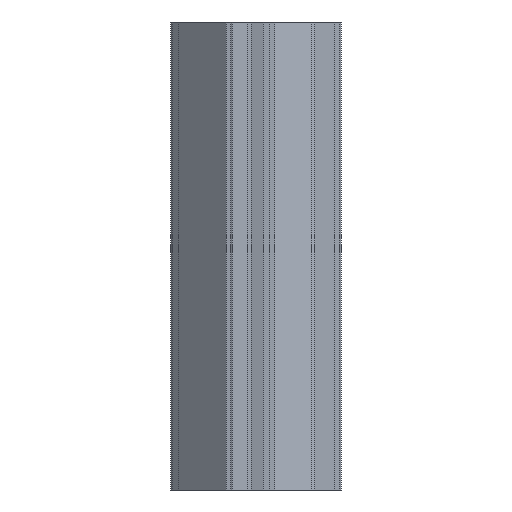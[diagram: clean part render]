
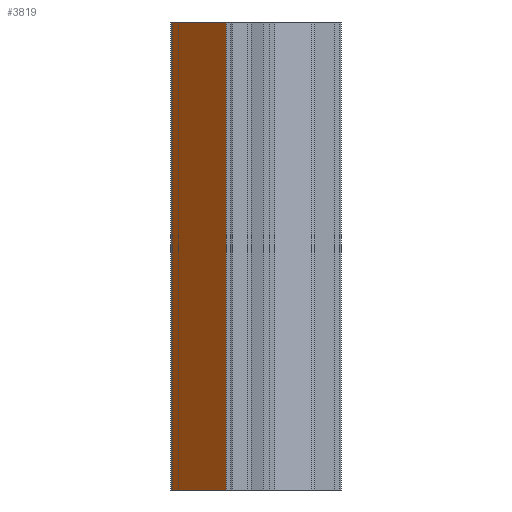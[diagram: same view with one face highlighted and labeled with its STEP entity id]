
A CAD part, front view. The second image highlights one B-rep face of the part: STEP entity #3819.
In plain terms, the highlighted planar face has unit normal (-0.676, -0.737, 0).
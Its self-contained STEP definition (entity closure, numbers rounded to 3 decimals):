
#44 = PLANE('',#45);
#45 = AXIS2_PLACEMENT_3D('',#46,#47,#48);
#46 = CARTESIAN_POINT('',(0.,40.,70.052));
#47 = DIRECTION('',(0.,0.,-1.));
#48 = DIRECTION('',(-1.,0.,0.));
#100 = PLANE('',#101);
#101 = AXIS2_PLACEMENT_3D('',#102,#103,#104);
#102 = CARTESIAN_POINT('',(0.,40.,60.052));
#103 = DIRECTION('',(0.,0.,-1.));
#104 = DIRECTION('',(-1.,0.,0.));
#3710 = PLANE('',#3711);
#3711 = AXIS2_PLACEMENT_3D('',#3712,#3713,#3714);
#3712 = CARTESIAN_POINT('',(-14.175,18.81,
    60.052));
#3713 = DIRECTION('',(0.994,-0.106,0.));
#3714 = DIRECTION('',(0.106,0.994,0.));
#3748 = VERTEX_POINT('',#3749);
#3749 = CARTESIAN_POINT('',(-14.153,19.018,
    70.052));
#3770 = EDGE_CURVE('',#3771,#3748,#3773,.T.);
#3771 = VERTEX_POINT('',#3772);
#3772 = CARTESIAN_POINT('',(-14.153,19.018,
    60.052));
#3773 = SURFACE_CURVE('',#3774,(#3778,#3785),.PCURVE_S1.);
#3774 = LINE('',#3775,#3776);
#3775 = CARTESIAN_POINT('',(-14.153,19.018,
    60.052));
#3776 = VECTOR('',#3777,1.);
#3777 = DIRECTION('',(0.,0.,1.));
#3778 = PCURVE('',#3710,#3779);
#3779 = DEFINITIONAL_REPRESENTATION('',(#3780),#3784);
#3780 = LINE('',#3781,#3782);
#3781 = CARTESIAN_POINT('',(0.209,0.));
#3782 = VECTOR('',#3783,1.);
#3783 = DIRECTION('',(0.,1.));
#3784 = ( GEOMETRIC_REPRESENTATION_CONTEXT(2) 
PARAMETRIC_REPRESENTATION_CONTEXT() REPRESENTATION_CONTEXT('2D SPACE',''
  ) );
#3785 = PCURVE('',#3786,#3791);
#3786 = PLANE('',#3787);
#3787 = AXIS2_PLACEMENT_3D('',#3788,#3789,#3790);
#3788 = CARTESIAN_POINT('',(-14.153,19.018,
    60.052));
#3789 = DIRECTION('',(0.676,0.737,-0.));
#3790 = DIRECTION('',(-0.737,0.676,0.));
#3791 = DEFINITIONAL_REPRESENTATION('',(#3792),#3796);
#3792 = LINE('',#3793,#3794);
#3793 = CARTESIAN_POINT('',(0.,0.));
#3794 = VECTOR('',#3795,1.);
#3795 = DIRECTION('',(0.,1.));
#3796 = ( GEOMETRIC_REPRESENTATION_CONTEXT(2) 
PARAMETRIC_REPRESENTATION_CONTEXT() REPRESENTATION_CONTEXT('2D SPACE',''
  ) );
#3819 = ADVANCED_FACE('',(#3820),#3786,.F.);
#3820 = FACE_BOUND('',#3821,.T.);
#3821 = EDGE_LOOP('',(#3822,#3845,#3873,#3894));
#3822 = ORIENTED_EDGE('',*,*,#3823,.T.);
#3823 = EDGE_CURVE('',#3748,#3824,#3826,.T.);
#3824 = VERTEX_POINT('',#3825);
#3825 = CARTESIAN_POINT('',(-15.328,20.095,
    70.052));
#3826 = SURFACE_CURVE('',#3827,(#3831,#3838),.PCURVE_S1.);
#3827 = LINE('',#3828,#3829);
#3828 = CARTESIAN_POINT('',(-14.153,19.018,
    70.052));
#3829 = VECTOR('',#3830,1.);
#3830 = DIRECTION('',(-0.737,0.676,0.));
#3831 = PCURVE('',#3786,#3832);
#3832 = DEFINITIONAL_REPRESENTATION('',(#3833),#3837);
#3833 = LINE('',#3834,#3835);
#3834 = CARTESIAN_POINT('',(0.,10.));
#3835 = VECTOR('',#3836,1.);
#3836 = DIRECTION('',(1.,0.));
#3837 = ( GEOMETRIC_REPRESENTATION_CONTEXT(2) 
PARAMETRIC_REPRESENTATION_CONTEXT() REPRESENTATION_CONTEXT('2D SPACE',''
  ) );
#3838 = PCURVE('',#44,#3839);
#3839 = DEFINITIONAL_REPRESENTATION('',(#3840),#3844);
#3840 = LINE('',#3841,#3842);
#3841 = CARTESIAN_POINT('',(14.153,-20.982));
#3842 = VECTOR('',#3843,1.);
#3843 = DIRECTION('',(0.737,0.676));
#3844 = ( GEOMETRIC_REPRESENTATION_CONTEXT(2) 
PARAMETRIC_REPRESENTATION_CONTEXT() REPRESENTATION_CONTEXT('2D SPACE',''
  ) );
#3845 = ORIENTED_EDGE('',*,*,#3846,.F.);
#3846 = EDGE_CURVE('',#3847,#3824,#3849,.T.);
#3847 = VERTEX_POINT('',#3848);
#3848 = CARTESIAN_POINT('',(-15.328,20.095,
    60.052));
#3849 = SURFACE_CURVE('',#3850,(#3854,#3861),.PCURVE_S1.);
#3850 = LINE('',#3851,#3852);
#3851 = CARTESIAN_POINT('',(-15.328,20.095,
    60.052));
#3852 = VECTOR('',#3853,1.);
#3853 = DIRECTION('',(0.,0.,1.));
#3854 = PCURVE('',#3786,#3855);
#3855 = DEFINITIONAL_REPRESENTATION('',(#3856),#3860);
#3856 = LINE('',#3857,#3858);
#3857 = CARTESIAN_POINT('',(1.594,0.));
#3858 = VECTOR('',#3859,1.);
#3859 = DIRECTION('',(0.,1.));
#3860 = ( GEOMETRIC_REPRESENTATION_CONTEXT(2) 
PARAMETRIC_REPRESENTATION_CONTEXT() REPRESENTATION_CONTEXT('2D SPACE',''
  ) );
#3861 = PCURVE('',#3862,#3867);
#3862 = PLANE('',#3863);
#3863 = AXIS2_PLACEMENT_3D('',#3864,#3865,#3866);
#3864 = CARTESIAN_POINT('',(-15.328,20.095,
    60.052));
#3865 = DIRECTION('',(0.866,-0.5,0.));
#3866 = DIRECTION('',(0.5,0.866,0.));
#3867 = DEFINITIONAL_REPRESENTATION('',(#3868),#3872);
#3868 = LINE('',#3869,#3870);
#3869 = CARTESIAN_POINT('',(0.,0.));
#3870 = VECTOR('',#3871,1.);
#3871 = DIRECTION('',(0.,1.));
#3872 = ( GEOMETRIC_REPRESENTATION_CONTEXT(2) 
PARAMETRIC_REPRESENTATION_CONTEXT() REPRESENTATION_CONTEXT('2D SPACE',''
  ) );
#3873 = ORIENTED_EDGE('',*,*,#3874,.F.);
#3874 = EDGE_CURVE('',#3771,#3847,#3875,.T.);
#3875 = SURFACE_CURVE('',#3876,(#3880,#3887),.PCURVE_S1.);
#3876 = LINE('',#3877,#3878);
#3877 = CARTESIAN_POINT('',(-14.153,19.018,
    60.052));
#3878 = VECTOR('',#3879,1.);
#3879 = DIRECTION('',(-0.737,0.676,0.));
#3880 = PCURVE('',#3786,#3881);
#3881 = DEFINITIONAL_REPRESENTATION('',(#3882),#3886);
#3882 = LINE('',#3883,#3884);
#3883 = CARTESIAN_POINT('',(0.,0.));
#3884 = VECTOR('',#3885,1.);
#3885 = DIRECTION('',(1.,0.));
#3886 = ( GEOMETRIC_REPRESENTATION_CONTEXT(2) 
PARAMETRIC_REPRESENTATION_CONTEXT() REPRESENTATION_CONTEXT('2D SPACE',''
  ) );
#3887 = PCURVE('',#100,#3888);
#3888 = DEFINITIONAL_REPRESENTATION('',(#3889),#3893);
#3889 = LINE('',#3890,#3891);
#3890 = CARTESIAN_POINT('',(14.153,-20.982));
#3891 = VECTOR('',#3892,1.);
#3892 = DIRECTION('',(0.737,0.676));
#3893 = ( GEOMETRIC_REPRESENTATION_CONTEXT(2) 
PARAMETRIC_REPRESENTATION_CONTEXT() REPRESENTATION_CONTEXT('2D SPACE',''
  ) );
#3894 = ORIENTED_EDGE('',*,*,#3770,.T.);
